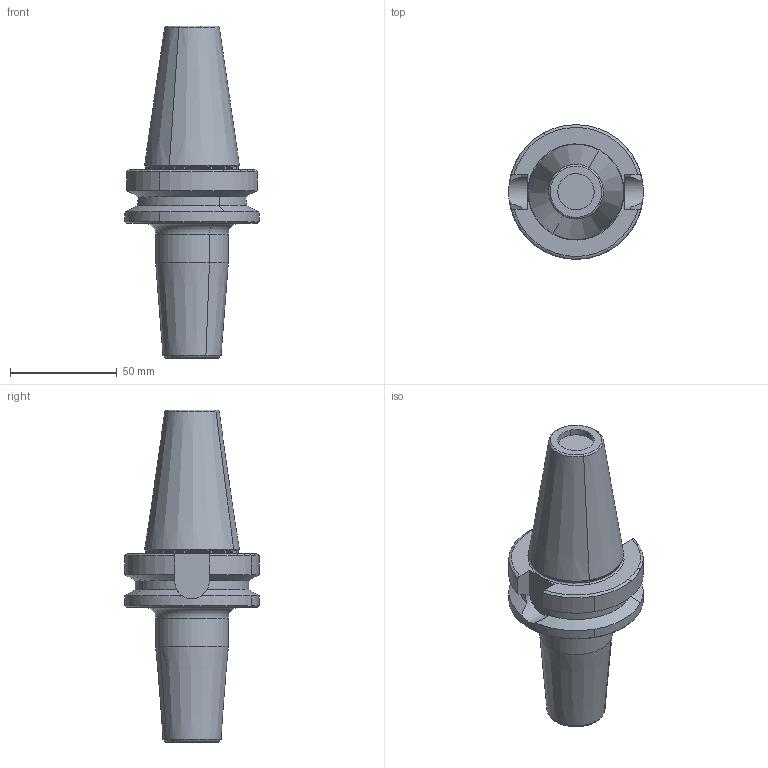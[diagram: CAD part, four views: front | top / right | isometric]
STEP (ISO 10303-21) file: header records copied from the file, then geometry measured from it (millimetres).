
FILE_DESCRIPTION(('CATIA V5 STEP'),'2;1');
FILE_NAME('4504063.stp','2013-10-08T04:37:40+00:00',('none'),('none'),'CATIA Version 5 Release 21 SP 3 (IN-10)','CATIA V5 STEP AP214','none');
FILE_SCHEMA(('AUTOMOTIVE_DESIGN { 1 0 10303 214 1 1 1 1 }'));
Length unit declared in the file: millimetre
Products named in the file (1): 60816702_0 Holder-Tool BT40 SRKIN 14X 90
Bounding box: 62.99 x 63 x 155.4 mm (x, y, z)
Volume: 183080.1 mm3; surface area: 24492.8 mm2
Topology: 1 solids, 1 shells, 64 faces, 150 edges, 92 vertices
Faces by surface type: cylinder 20, torus 16, cone 16, plane 12
Entity records: 1743 total; most frequent: CARTESIAN_POINT 419, ORIENTED_EDGE 300, DIRECTION 202, EDGE_CURVE 150, AXIS2_PLACEMENT_3D 119, VERTEX_POINT 92, CIRCLE 82, EDGE_LOOP 68
